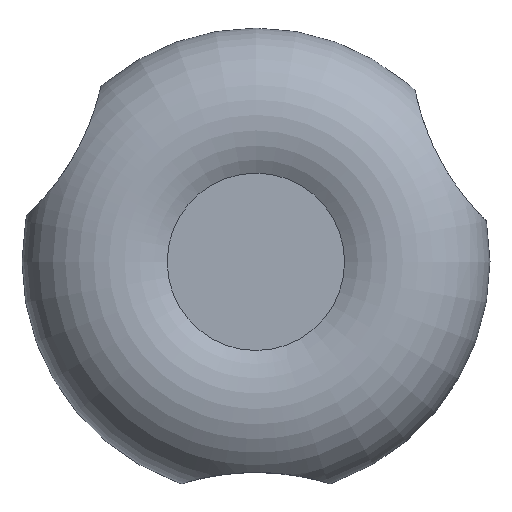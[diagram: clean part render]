
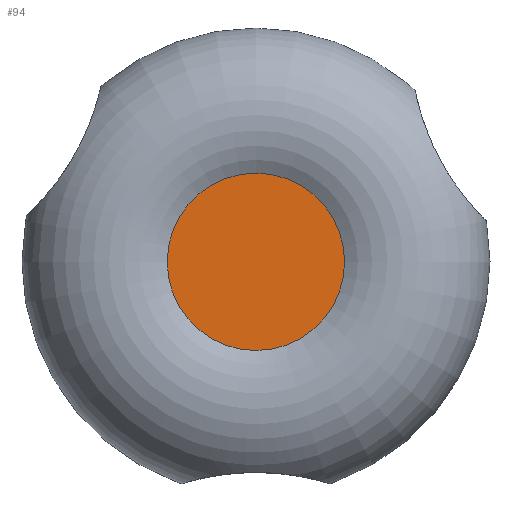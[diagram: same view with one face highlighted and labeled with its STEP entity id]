
A CAD part, top view. The second image highlights one B-rep face of the part: STEP entity #94.
In plain terms, the highlighted planar face has unit normal (0, 0, 1).
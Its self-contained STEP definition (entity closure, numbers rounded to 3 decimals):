
#94 = ADVANCED_FACE( '', ( #202 ), #203, .F. );
#202 = FACE_OUTER_BOUND( '', #312, .T. );
#203 = PLANE( '', #313 );
#312 = EDGE_LOOP( '', ( #519 ) );
#313 = AXIS2_PLACEMENT_3D( '', #520, #521, #522 );
#519 = ORIENTED_EDGE( '', *, *, #662, .T. );
#520 = CARTESIAN_POINT( '', ( 0., 5.683, 21. ) );
#521 = DIRECTION( '', ( 0., 0., -1. ) );
#522 = DIRECTION( '', ( -1., 0., 0. ) );
#662 = EDGE_CURVE( '', #795, #795, #796, .T. );
#795 = VERTEX_POINT( '', #1405 );
#796 = CIRCLE( '', #1406, 5.683 );
#1405 = CARTESIAN_POINT( '', ( 5.683, 0., 21. ) );
#1406 = AXIS2_PLACEMENT_3D( '', #1500, #1501, #1502 );
#1500 = CARTESIAN_POINT( '', ( 0., 0., 21. ) );
#1501 = DIRECTION( '', ( 0., 0., 1. ) );
#1502 = DIRECTION( '', ( 1., 0., 0. ) );
